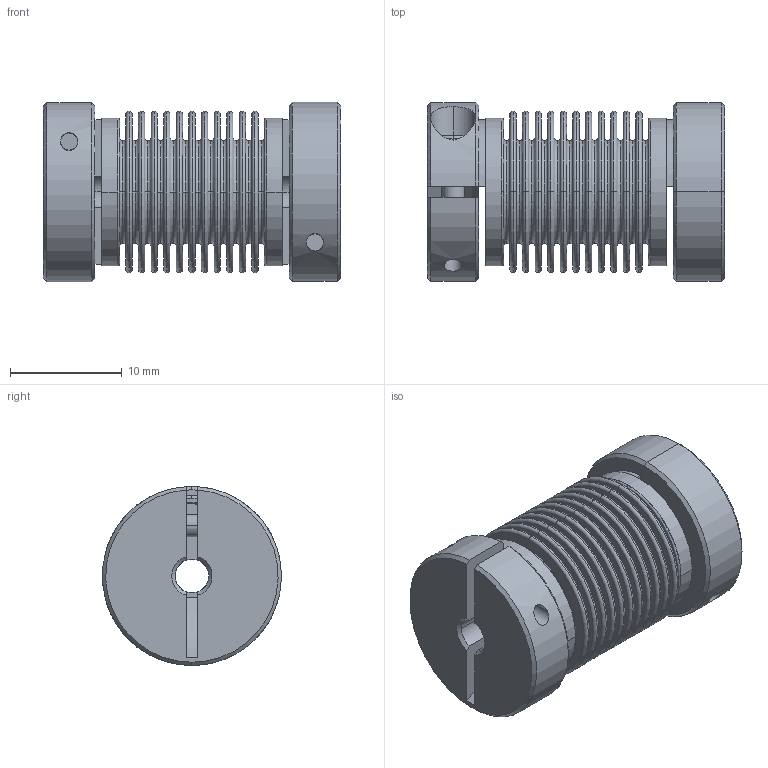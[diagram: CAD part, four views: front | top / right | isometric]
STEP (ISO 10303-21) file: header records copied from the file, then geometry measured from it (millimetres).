
FILE_DESCRIPTION(('STEP AP214'),'1');
FILE_NAME('bkxk16270303.stp','2017-10-10T10:33:23',('TraceParts'),('TraceParts S.A.'),'Spatial InterOp 3D',' ',' ');
FILE_SCHEMA(('automotive_design'));
Length unit declared in the file: millimetre
Products named in the file (1): bkxk16270303
Bounding box: 26.54 x 15.98 x 16 mm (x, y, z)
Volume: 2714 mm3; surface area: 5176.5 mm2
Topology: 1 solids, 1 shells, 244 faces, 597 edges, 387 vertices
Faces by surface type: torus 104, plane 64, cylinder 48, cone 28
Entity records: 7733 total; most frequent: CARTESIAN_POINT 1633, DIRECTION 1464, ORIENTED_EDGE 1186, AXIS2_PLACEMENT_3D 666, EDGE_CURVE 593, CIRCLE 421, VERTEX_POINT 387, EDGE_LOOP 286
